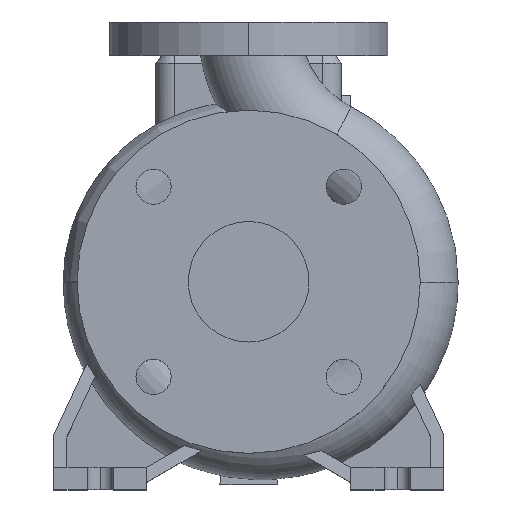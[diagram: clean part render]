
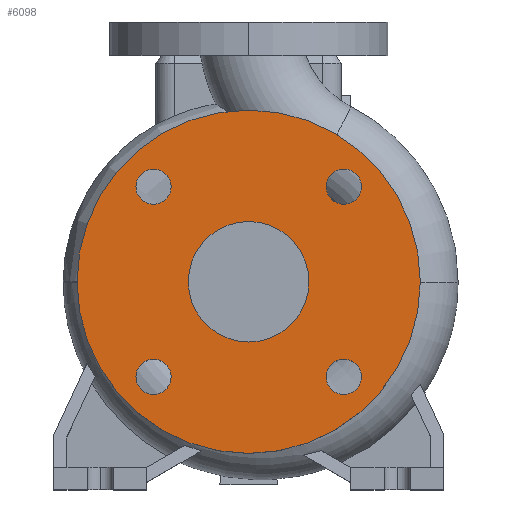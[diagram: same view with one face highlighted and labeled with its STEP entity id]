
A CAD part, top view. The second image highlights one B-rep face of the part: STEP entity #6098.
In plain terms, the highlighted planar face has unit normal (0, 0, 1).
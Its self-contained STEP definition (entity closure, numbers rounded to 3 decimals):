
#72 = CARTESIAN_POINT ( 'NONE',  ( -92.5, 0., 80. ) ) ;
#97 = EDGE_CURVE ( 'NONE', #8771, #5447, #3584, .T. ) ;
#179 = EDGE_CURVE ( 'NONE', #12601, #7456, #475, .T. ) ;
#263 = DIRECTION ( 'NONE',  ( 0., 0., 1. ) ) ;
#388 = CARTESIAN_POINT ( 'NONE',  ( -51.265, -51.265, 80. ) ) ;
#454 = DIRECTION ( 'NONE',  ( 1., 0., 0. ) ) ;
#475 = CIRCLE ( 'NONE', #10018, 32.5 ) ;
#490 = VERTEX_POINT ( 'NONE', #72 ) ;
#496 = CIRCLE ( 'NONE', #6318, 9.5 ) ;
#527 = AXIS2_PLACEMENT_3D ( 'NONE', #9532, #7520, #11536 ) ;
#675 = CARTESIAN_POINT ( 'NONE',  ( 51.265, 51.265, 80. ) ) ;
#794 = CARTESIAN_POINT ( 'NONE',  ( -60.765, -51.265, 80. ) ) ;
#950 = CARTESIAN_POINT ( 'NONE',  ( -51.265, -51.265, 80. ) ) ;
#973 = EDGE_CURVE ( 'NONE', #7667, #1873, #496, .T. ) ;
#1171 = AXIS2_PLACEMENT_3D ( 'NONE', #9448, #11579, #5666 ) ;
#1291 = EDGE_CURVE ( 'NONE', #1873, #7667, #3813, .T. ) ;
#1426 = DIRECTION ( 'NONE',  ( 0., 0., 1. ) ) ;
#1663 = DIRECTION ( 'NONE',  ( 1., 0., 0. ) ) ;
#1796 = DIRECTION ( 'NONE',  ( 0., 0., 1. ) ) ;
#1873 = VERTEX_POINT ( 'NONE', #7264 ) ;
#1939 = ORIENTED_EDGE ( 'NONE', *, *, #4358, .F. ) ;
#2115 = DIRECTION ( 'NONE',  ( 0., 0., 1. ) ) ;
#2143 = DIRECTION ( 'NONE',  ( 0., 0., 1. ) ) ;
#2161 = AXIS2_PLACEMENT_3D ( 'NONE', #2227, #263, #454 ) ;
#2192 = DIRECTION ( 'NONE',  ( 1., 0., 0. ) ) ;
#2227 = CARTESIAN_POINT ( 'NONE',  ( -51.265, 51.265, 80. ) ) ;
#2343 = CARTESIAN_POINT ( 'NONE',  ( 51.265, -51.265, 80. ) ) ;
#2532 = VERTEX_POINT ( 'NONE', #12451 ) ;
#2657 = AXIS2_PLACEMENT_3D ( 'NONE', #11984, #2115, #3941 ) ;
#2688 = AXIS2_PLACEMENT_3D ( 'NONE', #9653, #11420, #10383 ) ;
#2750 = EDGE_CURVE ( 'NONE', #490, #12406, #4054, .T. ) ;
#2781 = EDGE_CURVE ( 'NONE', #5754, #12337, #5096, .T. ) ;
#3454 = CIRCLE ( 'NONE', #4073, 9.5 ) ;
#3559 = EDGE_CURVE ( 'NONE', #2532, #4094, #3454, .T. ) ;
#3584 = CIRCLE ( 'NONE', #7551, 9.5 ) ;
#3597 = DIRECTION ( 'NONE',  ( 0., 0., 1. ) ) ;
#3813 = CIRCLE ( 'NONE', #10040, 9.5 ) ;
#3941 = DIRECTION ( 'NONE',  ( 1., 0., 0. ) ) ;
#4027 = ORIENTED_EDGE ( 'NONE', *, *, #179, .F. ) ;
#4054 = CIRCLE ( 'NONE', #527, 92.5 ) ;
#4073 = AXIS2_PLACEMENT_3D ( 'NONE', #6848, #3597, #4707 ) ;
#4094 = VERTEX_POINT ( 'NONE', #6645 ) ;
#4126 = EDGE_LOOP ( 'NONE', ( #4027, #10682 ) ) ;
#4184 = ORIENTED_EDGE ( 'NONE', *, *, #97, .F. ) ;
#4218 = ORIENTED_EDGE ( 'NONE', *, *, #3559, .F. ) ;
#4261 = EDGE_CURVE ( 'NONE', #12337, #5754, #8860, .T. ) ;
#4338 = DIRECTION ( 'NONE',  ( 0., 0., 1. ) ) ;
#4358 = EDGE_CURVE ( 'NONE', #4094, #2532, #9068, .T. ) ;
#4659 = CIRCLE ( 'NONE', #2161, 9.5 ) ;
#4707 = DIRECTION ( 'NONE',  ( 1., 0., 0. ) ) ;
#4917 = AXIS2_PLACEMENT_3D ( 'NONE', #2343, #6382, #5459 ) ;
#4928 = DIRECTION ( 'NONE',  ( 1., 0., 0. ) ) ;
#5096 = CIRCLE ( 'NONE', #12544, 9.5 ) ;
#5397 = EDGE_CURVE ( 'NONE', #12406, #490, #7021, .T. ) ;
#5447 = VERTEX_POINT ( 'NONE', #6419 ) ;
#5459 = DIRECTION ( 'NONE',  ( 1., 0., 0. ) ) ;
#5489 = PLANE ( 'NONE',  #1171 ) ;
#5666 = DIRECTION ( 'NONE',  ( -1., 0., 0. ) ) ;
#5754 = VERTEX_POINT ( 'NONE', #6790 ) ;
#5889 = DIRECTION ( 'NONE',  ( 1., 0., 0. ) ) ;
#5962 = CARTESIAN_POINT ( 'NONE',  ( -51.265, 51.265, 80. ) ) ;
#6098 = ADVANCED_FACE ( 'NONE', ( #8418, #6527, #11518, #12604, #10603, #10416 ), #5489, .F. ) ;
#6116 = DIRECTION ( 'NONE',  ( 1., 0., 0. ) ) ;
#6318 = AXIS2_PLACEMENT_3D ( 'NONE', #388, #1426, #9233 ) ;
#6382 = DIRECTION ( 'NONE',  ( 0., 0., 1. ) ) ;
#6419 = CARTESIAN_POINT ( 'NONE',  ( -60.765, 51.265, 80. ) ) ;
#6527 = FACE_OUTER_BOUND ( 'NONE', #10651, .T. ) ;
#6640 = EDGE_LOOP ( 'NONE', ( #7121, #10839 ) ) ;
#6645 = CARTESIAN_POINT ( 'NONE',  ( 60.765, -51.265, 80. ) ) ;
#6665 = ORIENTED_EDGE ( 'NONE', *, *, #12205, .F. ) ;
#6790 = CARTESIAN_POINT ( 'NONE',  ( 41.765, 51.265, 80. ) ) ;
#6848 = CARTESIAN_POINT ( 'NONE',  ( 51.265, -51.265, 80. ) ) ;
#7021 = CIRCLE ( 'NONE', #2657, 92.5 ) ;
#7121 = ORIENTED_EDGE ( 'NONE', *, *, #4261, .F. ) ;
#7264 = CARTESIAN_POINT ( 'NONE',  ( -41.765, -51.265, 80. ) ) ;
#7278 = CIRCLE ( 'NONE', #2688, 32.5 ) ;
#7297 = EDGE_LOOP ( 'NONE', ( #4184, #6665 ) ) ;
#7456 = VERTEX_POINT ( 'NONE', #11154 ) ;
#7520 = DIRECTION ( 'NONE',  ( 0., 0., 1. ) ) ;
#7551 = AXIS2_PLACEMENT_3D ( 'NONE', #5962, #1796, #5889 ) ;
#7602 = ORIENTED_EDGE ( 'NONE', *, *, #973, .F. ) ;
#7667 = VERTEX_POINT ( 'NONE', #794 ) ;
#8078 = EDGE_LOOP ( 'NONE', ( #12175, #7602 ) ) ;
#8202 = EDGE_CURVE ( 'NONE', #7456, #12601, #7278, .T. ) ;
#8418 = FACE_BOUND ( 'NONE', #4126, .T. ) ;
#8592 = CARTESIAN_POINT ( 'NONE',  ( 60.765, 51.265, 80. ) ) ;
#8771 = VERTEX_POINT ( 'NONE', #10748 ) ;
#8860 = CIRCLE ( 'NONE', #9892, 9.5 ) ;
#9008 = EDGE_LOOP ( 'NONE', ( #1939, #4218 ) ) ;
#9068 = CIRCLE ( 'NONE', #4917, 9.5 ) ;
#9233 = DIRECTION ( 'NONE',  ( 1., 0., 0. ) ) ;
#9412 = ORIENTED_EDGE ( 'NONE', *, *, #2750, .T. ) ;
#9448 = CARTESIAN_POINT ( 'NONE',  ( 0., 92.5, 80. ) ) ;
#9532 = CARTESIAN_POINT ( 'NONE',  ( 0., 0., 80. ) ) ;
#9653 = CARTESIAN_POINT ( 'NONE',  ( 0., 0., 80. ) ) ;
#9892 = AXIS2_PLACEMENT_3D ( 'NONE', #11048, #2143, #6116 ) ;
#10018 = AXIS2_PLACEMENT_3D ( 'NONE', #11092, #4338, #2192 ) ;
#10040 = AXIS2_PLACEMENT_3D ( 'NONE', #950, #12758, #4928 ) ;
#10352 = ORIENTED_EDGE ( 'NONE', *, *, #5397, .T. ) ;
#10383 = DIRECTION ( 'NONE',  ( 1., 0., 0. ) ) ;
#10416 = FACE_BOUND ( 'NONE', #9008, .T. ) ;
#10603 = FACE_BOUND ( 'NONE', #8078, .T. ) ;
#10651 = EDGE_LOOP ( 'NONE', ( #10352, #9412 ) ) ;
#10682 = ORIENTED_EDGE ( 'NONE', *, *, #8202, .F. ) ;
#10748 = CARTESIAN_POINT ( 'NONE',  ( -41.765, 51.265, 80. ) ) ;
#10839 = ORIENTED_EDGE ( 'NONE', *, *, #2781, .F. ) ;
#11048 = CARTESIAN_POINT ( 'NONE',  ( 51.265, 51.265, 80. ) ) ;
#11092 = CARTESIAN_POINT ( 'NONE',  ( 0., 0., 80. ) ) ;
#11154 = CARTESIAN_POINT ( 'NONE',  ( -32.5, 0., 80. ) ) ;
#11420 = DIRECTION ( 'NONE',  ( 0., 0., 1. ) ) ;
#11518 = FACE_BOUND ( 'NONE', #6640, .T. ) ;
#11536 = DIRECTION ( 'NONE',  ( 1., 0., 0. ) ) ;
#11579 = DIRECTION ( 'NONE',  ( 0., 0., -1. ) ) ;
#11779 = CARTESIAN_POINT ( 'NONE',  ( 32.5, 0., 80. ) ) ;
#11984 = CARTESIAN_POINT ( 'NONE',  ( 0., 0., 80. ) ) ;
#12175 = ORIENTED_EDGE ( 'NONE', *, *, #1291, .F. ) ;
#12205 = EDGE_CURVE ( 'NONE', #5447, #8771, #4659, .T. ) ;
#12337 = VERTEX_POINT ( 'NONE', #8592 ) ;
#12405 = CARTESIAN_POINT ( 'NONE',  ( 92.5, 0., 80. ) ) ;
#12406 = VERTEX_POINT ( 'NONE', #12405 ) ;
#12451 = CARTESIAN_POINT ( 'NONE',  ( 41.765, -51.265, 80. ) ) ;
#12544 = AXIS2_PLACEMENT_3D ( 'NONE', #675, #12619, #1663 ) ;
#12601 = VERTEX_POINT ( 'NONE', #11779 ) ;
#12604 = FACE_BOUND ( 'NONE', #7297, .T. ) ;
#12619 = DIRECTION ( 'NONE',  ( 0., 0., 1. ) ) ;
#12758 = DIRECTION ( 'NONE',  ( 0., 0., 1. ) ) ;
